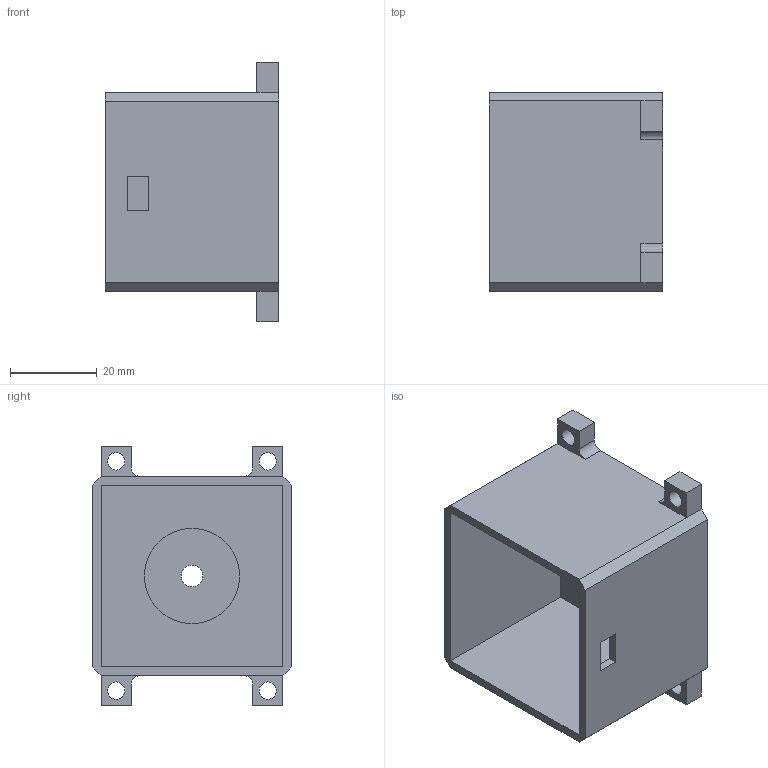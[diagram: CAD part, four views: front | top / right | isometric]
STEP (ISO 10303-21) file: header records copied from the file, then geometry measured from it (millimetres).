
FILE_DESCRIPTION(/* description */ (''),/* implementation_level */ '2;1');
FILE_NAME(/* name */ '',/* time_stamp */ '2023-02-19T14:56:55+03:00',/* author */ (''),/* organization */ (''),/* preprocessor_version */ 'ST-DEVELOPER v19.2',/* originating_system */ 'Autodesk Translation Framework v11.17.0.187',/* authorisation */ '');
FILE_SCHEMA (('AUTOMOTIVE_DESIGN { 1 0 10303 214 3 1 1 }'));
Length unit declared in the file: millimetre
Products named in the file (1): Крепление под 
шаговый
Bounding box: 40 x 46 x 60 mm (x, y, z)
Volume: 20682.3 mm3; surface area: 18351.4 mm2
Topology: 1 solids, 1 shells, 46 faces, 122 edges, 80 vertices
Faces by surface type: plane 36, cylinder 10
Full cylindrical faces by diameter (mm): 4 x4, 5 x1, 22 x1
Entity records: 1471 total; most frequent: CARTESIAN_POINT 249, ORIENTED_EDGE 244, DIRECTION 236, EDGE_CURVE 122, LINE 102, VECTOR 102, VERTEX_POINT 80, AXIS2_PLACEMENT_3D 67
